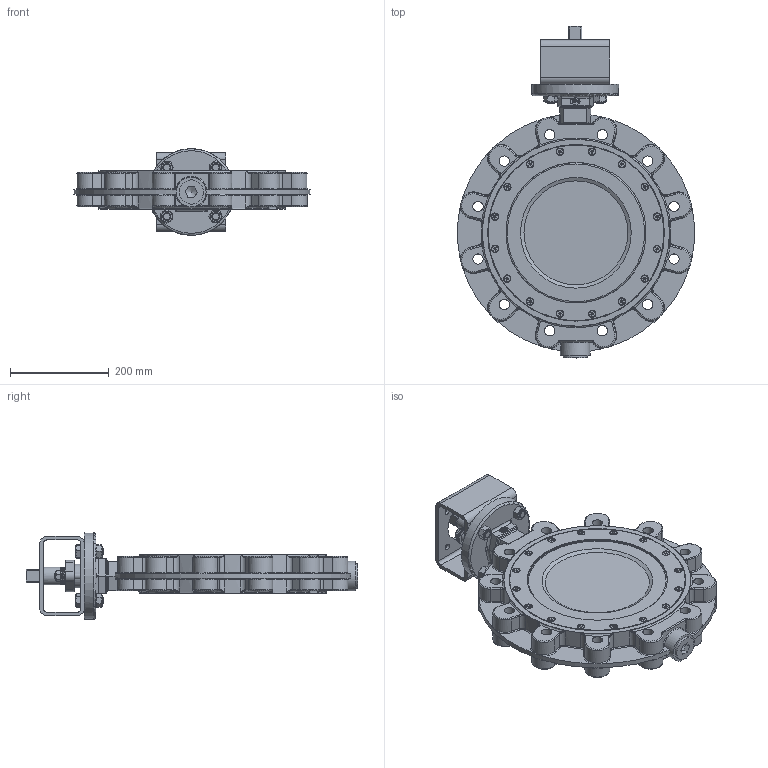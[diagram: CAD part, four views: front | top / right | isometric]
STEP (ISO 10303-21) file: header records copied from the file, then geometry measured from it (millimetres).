
FILE_DESCRIPTION((''),'2;1');
FILE_NAME('HP114 DN300-01.stp','2010-11-29T14:07:26',('Hellwig'),(''),'Autodesk Inventor 2010','Autodesk Inventor 2010','');
FILE_SCHEMA(('AUTOMOTIVE_DESIGN { 1 0 10303 214 1 1 1 1 }'));
Length unit declared in the file: millimetre
Products named in the file (1): M845_Konturvereinfachung_1
Bounding box: 478.75 x 671 x 174.86 mm (x, y, z)
Volume: 8704962.8 mm3; surface area: 1185872.5 mm2
Topology: 7 solids, 45 shells, 1913 faces, 4557 edges, 2679 vertices
Faces by surface type: plane 565, bspline 529, cylinder 522, cone 169, torus 105, sphere 23
Full cylindrical faces by diameter (mm): 4 x16, 8 x16, 12 x4, 12.3 x12, 13 x22, 14 x2, 14.2 x1, 14.917 x4, 16 x8, 22 x4, 34 x12, 35.3 x1, 36 x2, 36.05 x4, 36.2 x5, 38 x1, 39 x1, 39.2 x1, 39.3 x2, 39.35 x2, 42 x1, 47.8 x1, 47.9 x1, 48 x2, 48.5 x2, 49 x1, 60 x1, 85.1 x1, 175 x1, 284 x2
Entity records: 65259 total; most frequent: CARTESIAN_POINT 24987, DIRECTION 7814, ORIENTED_EDGE 7718, EDGE_CURVE 3859, AXIS2_PLACEMENT_3D 3272, VERTEX_POINT 2506, EDGE_LOOP 2501, FACE_OUTER_BOUND 1913
